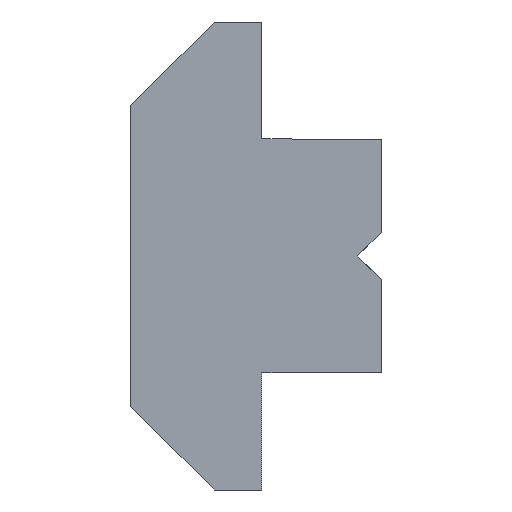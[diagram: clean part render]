
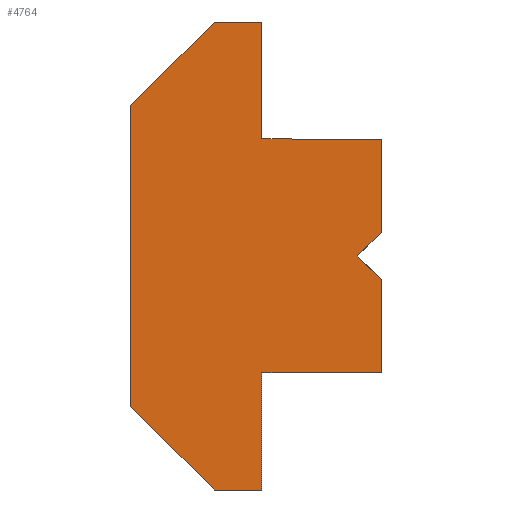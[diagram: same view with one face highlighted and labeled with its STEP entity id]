
A CAD part, left-side view. The second image highlights one B-rep face of the part: STEP entity #4764.
In plain terms, the highlighted planar face has unit normal (-1, 0, 0).
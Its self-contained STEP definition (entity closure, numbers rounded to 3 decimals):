
#2 = DIRECTION ( 'NONE',  ( 0., 0., -1. ) ) ;
#27 = LINE ( 'NONE', #2403, #5744 ) ;
#162 = ORIENTED_EDGE ( 'NONE', *, *, #532, .F. ) ;
#221 = VECTOR ( 'NONE', #3228, 1000. ) ;
#247 = LINE ( 'NONE', #4316, #1770 ) ;
#252 = VERTEX_POINT ( 'NONE', #2421 ) ;
#291 = EDGE_CURVE ( 'NONE', #308, #5454, #5671, .T. ) ;
#308 = VERTEX_POINT ( 'NONE', #3085 ) ;
#384 = DIRECTION ( 'NONE',  ( 0., 0.707, -0.707 ) ) ;
#409 = CARTESIAN_POINT ( 'NONE',  ( -10., 0., -1. ) ) ;
#453 = LINE ( 'NONE', #2295, #4175 ) ;
#477 = LINE ( 'NONE', #1445, #5077 ) ;
#532 = EDGE_CURVE ( 'NONE', #2006, #1613, #2677, .T. ) ;
#533 = CARTESIAN_POINT ( 'NONE',  ( -10., 0., -4.9 ) ) ;
#542 = CARTESIAN_POINT ( 'NONE',  ( -10., 0., 1. ) ) ;
#564 = DIRECTION ( 'NONE',  ( 0., 0., -1. ) ) ;
#576 = LINE ( 'NONE', #4734, #3306 ) ;
#605 = DIRECTION ( 'NONE',  ( 0., 0., -1. ) ) ;
#616 = VERTEX_POINT ( 'NONE', #5511 ) ;
#691 = ORIENTED_EDGE ( 'NONE', *, *, #5635, .F. ) ;
#755 = EDGE_CURVE ( 'NONE', #1613, #3974, #453, .T. ) ;
#765 = ORIENTED_EDGE ( 'NONE', *, *, #5833, .F. ) ;
#792 = DIRECTION ( 'NONE',  ( 0., -1., 0. ) ) ;
#869 = VERTEX_POINT ( 'NONE', #542 ) ;
#916 = PLANE ( 'NONE',  #2437 ) ;
#986 = ORIENTED_EDGE ( 'NONE', *, *, #2827, .F. ) ;
#1088 = VECTOR ( 'NONE', #4088, 1000. ) ;
#1124 = ORIENTED_EDGE ( 'NONE', *, *, #2927, .F. ) ;
#1136 = CARTESIAN_POINT ( 'NONE',  ( -10., 7., 9.8 ) ) ;
#1187 = ORIENTED_EDGE ( 'NONE', *, *, #291, .F. ) ;
#1204 = ORIENTED_EDGE ( 'NONE', *, *, #755, .F. ) ;
#1315 = VERTEX_POINT ( 'NONE', #1136 ) ;
#1424 = EDGE_LOOP ( 'NONE', ( #986, #1925, #1204, #162, #765, #5924, #691, #1124, #1187, #3434, #3334, #3895, #5722 ) ) ;
#1445 = CARTESIAN_POINT ( 'NONE',  ( -10., 0., -4.9 ) ) ;
#1525 = EDGE_CURVE ( 'NONE', #1315, #4663, #4391, .T. ) ;
#1613 = VERTEX_POINT ( 'NONE', #2136 ) ;
#1715 = CARTESIAN_POINT ( 'NONE',  ( -10., 0., 4.9 ) ) ;
#1770 = VECTOR ( 'NONE', #3330, 1000. ) ;
#1925 = ORIENTED_EDGE ( 'NONE', *, *, #5393, .F. ) ;
#1998 = VECTOR ( 'NONE', #384, 1000. ) ;
#2006 = VERTEX_POINT ( 'NONE', #533 ) ;
#2136 = CARTESIAN_POINT ( 'NONE',  ( -10., 5., -4.9 ) ) ;
#2214 = VERTEX_POINT ( 'NONE', #4776 ) ;
#2220 = LINE ( 'NONE', #409, #1088 ) ;
#2295 = CARTESIAN_POINT ( 'NONE',  ( -10., 5., -9.8 ) ) ;
#2345 = VERTEX_POINT ( 'NONE', #4292 ) ;
#2403 = CARTESIAN_POINT ( 'NONE',  ( -10., 10.5, 6.3 ) ) ;
#2421 = CARTESIAN_POINT ( 'NONE',  ( -10., 0., -1. ) ) ;
#2437 = AXIS2_PLACEMENT_3D ( 'NONE', #4972, #2689, #4522 ) ;
#2677 = LINE ( 'NONE', #5865, #221 ) ;
#2689 = DIRECTION ( 'NONE',  ( 1., 0., 0. ) ) ;
#2789 = CARTESIAN_POINT ( 'NONE',  ( -10., 5., -9.8 ) ) ;
#2827 = EDGE_CURVE ( 'NONE', #3674, #616, #4602, .T. ) ;
#2868 = VECTOR ( 'NONE', #4480, 1000. ) ;
#2927 = EDGE_CURVE ( 'NONE', #5454, #869, #5104, .T. ) ;
#3021 = CARTESIAN_POINT ( 'NONE',  ( -10., 7., -9.8 ) ) ;
#3053 = CARTESIAN_POINT ( 'NONE',  ( -10., 5., 4.9 ) ) ;
#3085 = CARTESIAN_POINT ( 'NONE',  ( -10., 5., 4.9 ) ) ;
#3110 = CARTESIAN_POINT ( 'NONE',  ( -10., 5., 9.8 ) ) ;
#3111 = EDGE_CURVE ( 'NONE', #2345, #1315, #247, .T. ) ;
#3228 = DIRECTION ( 'NONE',  ( 0., 1., 0. ) ) ;
#3306 = VECTOR ( 'NONE', #605, 1000. ) ;
#3312 = VECTOR ( 'NONE', #792, 1000. ) ;
#3330 = DIRECTION ( 'NONE',  ( 0., -0.707, 0.707 ) ) ;
#3334 = ORIENTED_EDGE ( 'NONE', *, *, #1525, .F. ) ;
#3367 = EDGE_CURVE ( 'NONE', #2214, #252, #2220, .T. ) ;
#3401 = VECTOR ( 'NONE', #5503, 1000. ) ;
#3434 = ORIENTED_EDGE ( 'NONE', *, *, #4135, .F. ) ;
#3525 = CARTESIAN_POINT ( 'NONE',  ( -10., 7., 9.8 ) ) ;
#3616 = CARTESIAN_POINT ( 'NONE',  ( -10., 7., -9.8 ) ) ;
#3674 = VERTEX_POINT ( 'NONE', #3021 ) ;
#3895 = ORIENTED_EDGE ( 'NONE', *, *, #3111, .F. ) ;
#3974 = VERTEX_POINT ( 'NONE', #2789 ) ;
#4040 = FACE_OUTER_BOUND ( 'NONE', #1424, .T. ) ;
#4088 = DIRECTION ( 'NONE',  ( 0., -0.707, -0.707 ) ) ;
#4135 = EDGE_CURVE ( 'NONE', #4663, #308, #576, .T. ) ;
#4157 = DIRECTION ( 'NONE',  ( 0., 0., 1. ) ) ;
#4175 = VECTOR ( 'NONE', #2, 1000. ) ;
#4203 = CARTESIAN_POINT ( 'NONE',  ( -10., 10.5, -6.3 ) ) ;
#4292 = CARTESIAN_POINT ( 'NONE',  ( -10., 10.5, 6.3 ) ) ;
#4316 = CARTESIAN_POINT ( 'NONE',  ( -10., 10.5, 6.3 ) ) ;
#4356 = VECTOR ( 'NONE', #5353, 1000. ) ;
#4391 = LINE ( 'NONE', #3525, #4356 ) ;
#4480 = DIRECTION ( 'NONE',  ( 0., 1., 0. ) ) ;
#4513 = LINE ( 'NONE', #4545, #1998 ) ;
#4522 = DIRECTION ( 'NONE',  ( 0., 0., -1. ) ) ;
#4545 = CARTESIAN_POINT ( 'NONE',  ( -10., 0., 1. ) ) ;
#4602 = LINE ( 'NONE', #4203, #3401 ) ;
#4663 = VERTEX_POINT ( 'NONE', #3110 ) ;
#4734 = CARTESIAN_POINT ( 'NONE',  ( -10., 5., 9.8 ) ) ;
#4764 = ADVANCED_FACE ( 'NONE', ( #4040 ), #916, .F. ) ;
#4776 = CARTESIAN_POINT ( 'NONE',  ( -10., 1., 0. ) ) ;
#4937 = VECTOR ( 'NONE', #5615, 1000. ) ;
#4972 = CARTESIAN_POINT ( 'NONE',  ( -10., 0., 0. ) ) ;
#5049 = CARTESIAN_POINT ( 'NONE',  ( -10., 0., 4.9 ) ) ;
#5077 = VECTOR ( 'NONE', #564, 1000. ) ;
#5104 = LINE ( 'NONE', #5049, #4937 ) ;
#5350 = LINE ( 'NONE', #3616, #2868 ) ;
#5353 = DIRECTION ( 'NONE',  ( 0., -1., 0. ) ) ;
#5393 = EDGE_CURVE ( 'NONE', #3974, #3674, #5350, .T. ) ;
#5454 = VERTEX_POINT ( 'NONE', #1715 ) ;
#5503 = DIRECTION ( 'NONE',  ( 0., 0.707, 0.707 ) ) ;
#5511 = CARTESIAN_POINT ( 'NONE',  ( -10., 10.5, -6.3 ) ) ;
#5615 = DIRECTION ( 'NONE',  ( 0., 0., -1. ) ) ;
#5635 = EDGE_CURVE ( 'NONE', #869, #2214, #4513, .T. ) ;
#5671 = LINE ( 'NONE', #3053, #3312 ) ;
#5682 = EDGE_CURVE ( 'NONE', #616, #2345, #27, .T. ) ;
#5722 = ORIENTED_EDGE ( 'NONE', *, *, #5682, .F. ) ;
#5744 = VECTOR ( 'NONE', #4157, 1000. ) ;
#5833 = EDGE_CURVE ( 'NONE', #252, #2006, #477, .T. ) ;
#5865 = CARTESIAN_POINT ( 'NONE',  ( -10., 5., -4.9 ) ) ;
#5924 = ORIENTED_EDGE ( 'NONE', *, *, #3367, .F. ) ;
